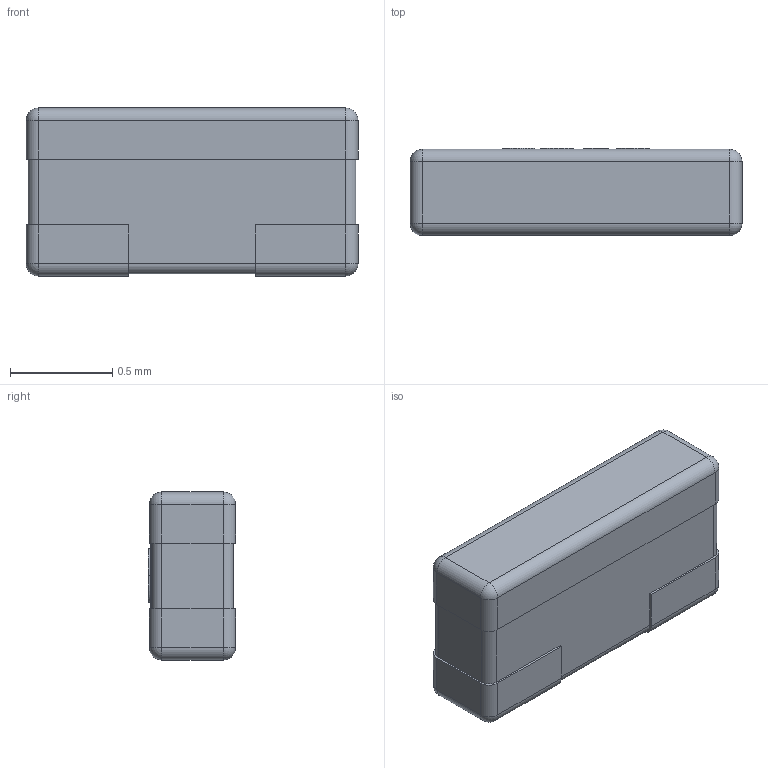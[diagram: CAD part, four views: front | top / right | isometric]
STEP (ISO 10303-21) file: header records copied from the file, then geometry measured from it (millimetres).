
FILE_DESCRIPTION (( 'STEP AP214' ), '1' );
FILE_NAME ('PAT0816.STEP', '2024-07-30T17:20:16', ( '' ), ( '' ), 'SwSTEP 2.0', 'SolidWorks 2022', '' );
FILE_SCHEMA (( 'AUTOMOTIVE_DESIGN' ));
Length unit declared in the file: millimetre
Products named in the file (1): PAT0816
Bounding box: 1.62 x 0.42 x 0.82 mm (x, y, z)
Volume: 0.5 mm3; surface area: 4.5 mm2
Topology: 1 solids, 1 shells, 133 faces, 350 edges, 220 vertices
Faces by surface type: bspline 51, plane 50, cylinder 24, sphere 8
Entity records: 6368 total; most frequent: CARTESIAN_POINT 3184, ORIENTED_EDGE 684, DIRECTION 454, EDGE_CURVE 342, VERTEX_POINT 220, LINE 192, VECTOR 192, EDGE_LOOP 142
